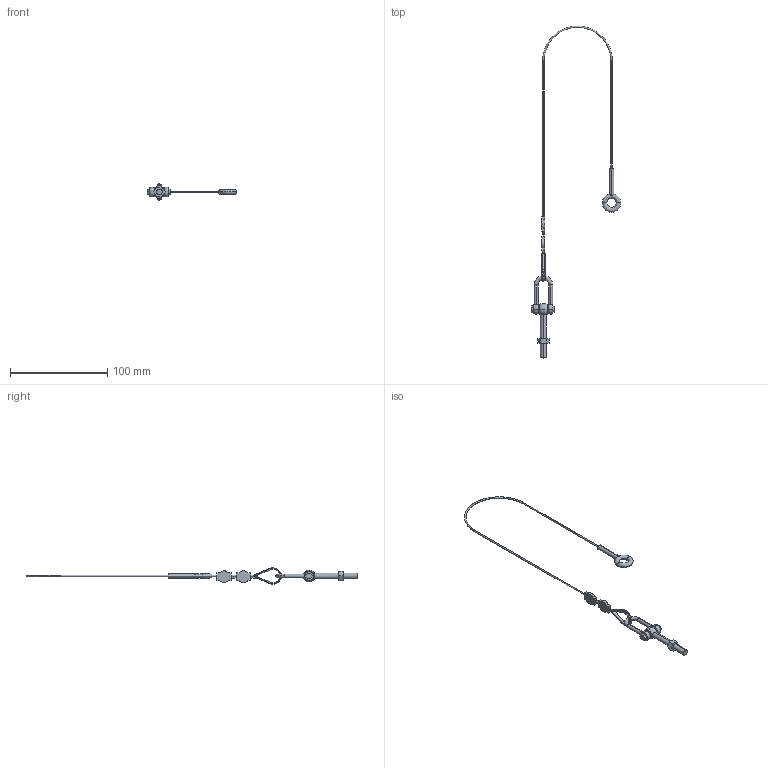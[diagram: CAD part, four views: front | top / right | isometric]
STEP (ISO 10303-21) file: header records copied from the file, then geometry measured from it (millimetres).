
FILE_DESCRIPTION (( 'STEP AP214' ), '1' );
FILE_NAME ('6540012', '2019-01-31T12:06:13', ( '' ), ('JUGARD+KÜNSTNER GmbH'), 'SwSTEP 2.0', 'SolidWorks 2017', '' );
FILE_SCHEMA (( 'AUTOMOTIVE_DESIGN' ));
Length unit declared in the file: millimetre
Products named in the file (1): 6540012_CNAJF00
Bounding box: 92.05 x 340.75 x 16.98 mm (x, y, z)
Volume: 7014.2 mm3; surface area: 7290.8 mm2
Topology: 1 solids, 1 shells, 122 faces, 315 edges, 201 vertices
Faces by surface type: cylinder 51, plane 49, bspline 16, torus 6
Entity records: 4347 total; most frequent: CARTESIAN_POINT 1378, ORIENTED_EDGE 630, DIRECTION 606, EDGE_CURVE 315, AXIS2_PLACEMENT_3D 239, VERTEX_POINT 201, EDGE_LOOP 140, CIRCLE 132
